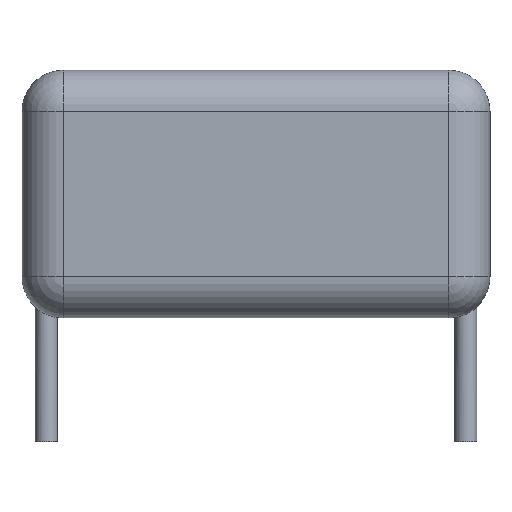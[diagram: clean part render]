
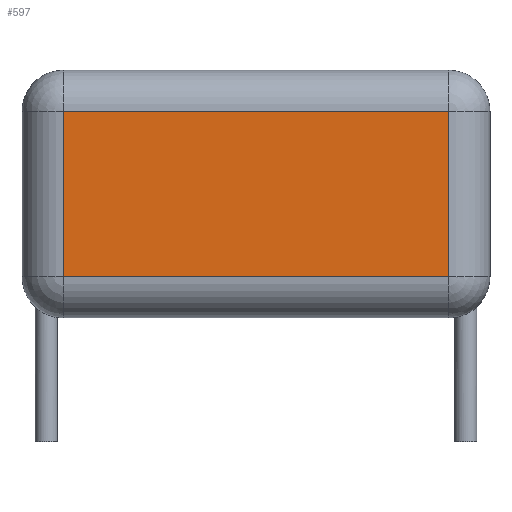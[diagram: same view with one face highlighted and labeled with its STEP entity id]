
A CAD part, front view. The second image highlights one B-rep face of the part: STEP entity #597.
In plain terms, the highlighted planar face has unit normal (0, -1, 0).
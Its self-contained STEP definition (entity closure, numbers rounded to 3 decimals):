
#72 = CYLINDRICAL_SURFACE('',#73,1.5);
#73 = AXIS2_PLACEMENT_3D('',#74,#75,#76);
#74 = CARTESIAN_POINT('',(-8.5,-0.5,9.5));
#75 = DIRECTION('',(1.,0.,0.));
#76 = DIRECTION('',(0.,0.,1.));
#230 = VERTEX_POINT('',#231);
#231 = CARTESIAN_POINT('',(-7.,-2.,9.5));
#251 = EDGE_CURVE('',#230,#252,#254,.T.);
#252 = VERTEX_POINT('',#253);
#253 = CARTESIAN_POINT('',(7.,-2.,9.5));
#254 = SURFACE_CURVE('',#255,(#259,#266),.PCURVE_S1.);
#255 = LINE('',#256,#257);
#256 = CARTESIAN_POINT('',(-8.5,-2.,9.5));
#257 = VECTOR('',#258,1.);
#258 = DIRECTION('',(1.,0.,0.));
#259 = PCURVE('',#72,#260);
#260 = DEFINITIONAL_REPRESENTATION('',(#261),#265);
#261 = LINE('',#262,#263);
#262 = CARTESIAN_POINT('',(1.571,0.));
#263 = VECTOR('',#264,1.);
#264 = DIRECTION('',(0.,1.));
#265 = ( GEOMETRIC_REPRESENTATION_CONTEXT(2) 
PARAMETRIC_REPRESENTATION_CONTEXT() REPRESENTATION_CONTEXT('2D SPACE',''
  ) );
#266 = PCURVE('',#267,#272);
#267 = PLANE('',#268);
#268 = AXIS2_PLACEMENT_3D('',#269,#270,#271);
#269 = CARTESIAN_POINT('',(0.,-2.,6.5));
#270 = DIRECTION('',(0.,1.,0.));
#271 = DIRECTION('',(0.,0.,1.));
#272 = DEFINITIONAL_REPRESENTATION('',(#273),#277);
#273 = LINE('',#274,#275);
#274 = CARTESIAN_POINT('',(3.,-8.5));
#275 = VECTOR('',#276,1.);
#276 = DIRECTION('',(0.,1.));
#277 = ( GEOMETRIC_REPRESENTATION_CONTEXT(2) 
PARAMETRIC_REPRESENTATION_CONTEXT() REPRESENTATION_CONTEXT('2D SPACE',''
  ) );
#561 = CYLINDRICAL_SURFACE('',#562,1.5);
#562 = AXIS2_PLACEMENT_3D('',#563,#564,#565);
#563 = CARTESIAN_POINT('',(-7.,-0.5,2.));
#564 = DIRECTION('',(0.,0.,1.));
#565 = DIRECTION('',(-1.,0.,0.));
#597 = ADVANCED_FACE('',(#598),#267,.F.);
#598 = FACE_BOUND('',#599,.F.);
#599 = EDGE_LOOP('',(#600,#601,#629,#657));
#600 = ORIENTED_EDGE('',*,*,#251,.T.);
#601 = ORIENTED_EDGE('',*,*,#602,.T.);
#602 = EDGE_CURVE('',#252,#603,#605,.T.);
#603 = VERTEX_POINT('',#604);
#604 = CARTESIAN_POINT('',(7.,-2.,3.5));
#605 = SURFACE_CURVE('',#606,(#610,#617),.PCURVE_S1.);
#606 = LINE('',#607,#608);
#607 = CARTESIAN_POINT('',(7.,-2.,11.));
#608 = VECTOR('',#609,1.);
#609 = DIRECTION('',(0.,0.,-1.));
#610 = PCURVE('',#267,#611);
#611 = DEFINITIONAL_REPRESENTATION('',(#612),#616);
#612 = LINE('',#613,#614);
#613 = CARTESIAN_POINT('',(4.5,7.));
#614 = VECTOR('',#615,1.);
#615 = DIRECTION('',(-1.,0.));
#616 = ( GEOMETRIC_REPRESENTATION_CONTEXT(2) 
PARAMETRIC_REPRESENTATION_CONTEXT() REPRESENTATION_CONTEXT('2D SPACE',''
  ) );
#617 = PCURVE('',#618,#623);
#618 = CYLINDRICAL_SURFACE('',#619,1.5);
#619 = AXIS2_PLACEMENT_3D('',#620,#621,#622);
#620 = CARTESIAN_POINT('',(7.,-0.5,11.));
#621 = DIRECTION('',(0.,0.,-1.));
#622 = DIRECTION('',(1.,0.,0.));
#623 = DEFINITIONAL_REPRESENTATION('',(#624),#628);
#624 = LINE('',#625,#626);
#625 = CARTESIAN_POINT('',(1.571,0.));
#626 = VECTOR('',#627,1.);
#627 = DIRECTION('',(0.,1.));
#628 = ( GEOMETRIC_REPRESENTATION_CONTEXT(2) 
PARAMETRIC_REPRESENTATION_CONTEXT() REPRESENTATION_CONTEXT('2D SPACE',''
  ) );
#629 = ORIENTED_EDGE('',*,*,#630,.T.);
#630 = EDGE_CURVE('',#603,#631,#633,.T.);
#631 = VERTEX_POINT('',#632);
#632 = CARTESIAN_POINT('',(-7.,-2.,3.5));
#633 = SURFACE_CURVE('',#634,(#638,#645),.PCURVE_S1.);
#634 = LINE('',#635,#636);
#635 = CARTESIAN_POINT('',(8.5,-2.,3.5));
#636 = VECTOR('',#637,1.);
#637 = DIRECTION('',(-1.,0.,0.));
#638 = PCURVE('',#267,#639);
#639 = DEFINITIONAL_REPRESENTATION('',(#640),#644);
#640 = LINE('',#641,#642);
#641 = CARTESIAN_POINT('',(-3.,8.5));
#642 = VECTOR('',#643,1.);
#643 = DIRECTION('',(0.,-1.));
#644 = ( GEOMETRIC_REPRESENTATION_CONTEXT(2) 
PARAMETRIC_REPRESENTATION_CONTEXT() REPRESENTATION_CONTEXT('2D SPACE',''
  ) );
#645 = PCURVE('',#646,#651);
#646 = CYLINDRICAL_SURFACE('',#647,1.5);
#647 = AXIS2_PLACEMENT_3D('',#648,#649,#650);
#648 = CARTESIAN_POINT('',(8.5,-0.5,3.5));
#649 = DIRECTION('',(-1.,0.,0.));
#650 = DIRECTION('',(-0.,0.,-1.));
#651 = DEFINITIONAL_REPRESENTATION('',(#652),#656);
#652 = LINE('',#653,#654);
#653 = CARTESIAN_POINT('',(1.571,0.));
#654 = VECTOR('',#655,1.);
#655 = DIRECTION('',(0.,1.));
#656 = ( GEOMETRIC_REPRESENTATION_CONTEXT(2) 
PARAMETRIC_REPRESENTATION_CONTEXT() REPRESENTATION_CONTEXT('2D SPACE',''
  ) );
#657 = ORIENTED_EDGE('',*,*,#658,.T.);
#658 = EDGE_CURVE('',#631,#230,#659,.T.);
#659 = SURFACE_CURVE('',#660,(#664,#671),.PCURVE_S1.);
#660 = LINE('',#661,#662);
#661 = CARTESIAN_POINT('',(-7.,-2.,2.));
#662 = VECTOR('',#663,1.);
#663 = DIRECTION('',(0.,0.,1.));
#664 = PCURVE('',#267,#665);
#665 = DEFINITIONAL_REPRESENTATION('',(#666),#670);
#666 = LINE('',#667,#668);
#667 = CARTESIAN_POINT('',(-4.5,-7.));
#668 = VECTOR('',#669,1.);
#669 = DIRECTION('',(1.,0.));
#670 = ( GEOMETRIC_REPRESENTATION_CONTEXT(2) 
PARAMETRIC_REPRESENTATION_CONTEXT() REPRESENTATION_CONTEXT('2D SPACE',''
  ) );
#671 = PCURVE('',#561,#672);
#672 = DEFINITIONAL_REPRESENTATION('',(#673),#677);
#673 = LINE('',#674,#675);
#674 = CARTESIAN_POINT('',(1.571,0.));
#675 = VECTOR('',#676,1.);
#676 = DIRECTION('',(0.,1.));
#677 = ( GEOMETRIC_REPRESENTATION_CONTEXT(2) 
PARAMETRIC_REPRESENTATION_CONTEXT() REPRESENTATION_CONTEXT('2D SPACE',''
  ) );
